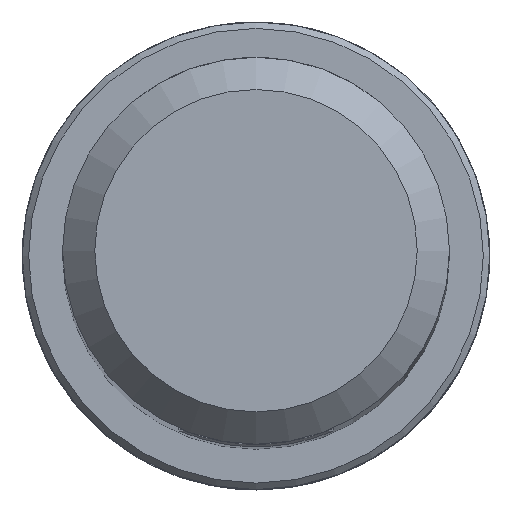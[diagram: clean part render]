
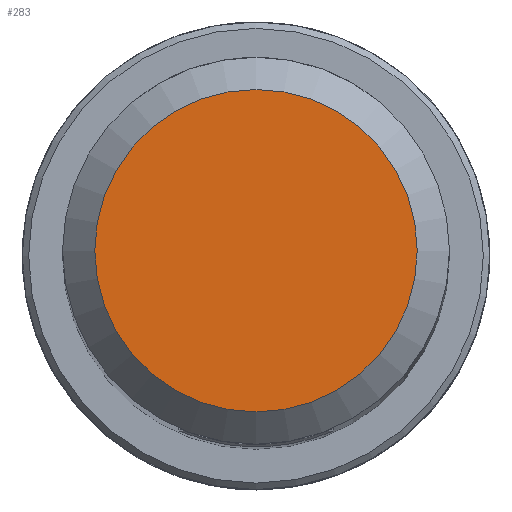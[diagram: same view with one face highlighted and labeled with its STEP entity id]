
A CAD part, top view. The second image highlights one B-rep face of the part: STEP entity #283.
In plain terms, the highlighted planar face has unit normal (0, 0, 1).
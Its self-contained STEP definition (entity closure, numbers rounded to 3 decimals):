
#109=PLANE('',#2141);
#168=FACE_OUTER_BOUND('',#750,.T.);
#283=ADVANCED_FACE('',(#168),#109,.T.);
#750=EDGE_LOOP('',(#887));
#887=ORIENTED_EDGE('',*,*,#1713,.T.);
#1503=VERTEX_POINT('',#2916);
#1713=EDGE_CURVE('',#1503,#1503,#2014,.T.);
#2014=CIRCLE('',#2139,5.);
#2139=AXIS2_PLACEMENT_3D('',#2915,#2351,#2352);
#2141=AXIS2_PLACEMENT_3D('',#2918,#2355,#2356);
#2351=DIRECTION('',(0.,0.,1.));
#2352=DIRECTION('',(1.,0.,0.));
#2355=DIRECTION('',(0.,0.,1.));
#2356=DIRECTION('',(-1.,0.,0.));
#2915=CARTESIAN_POINT('',(0.,0.,0.));
#2916=CARTESIAN_POINT('',(5.,0.,0.));
#2918=CARTESIAN_POINT('',(0.,3.,0.));
